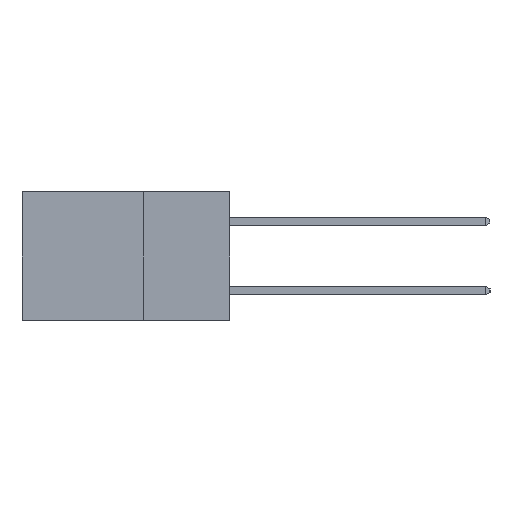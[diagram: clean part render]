
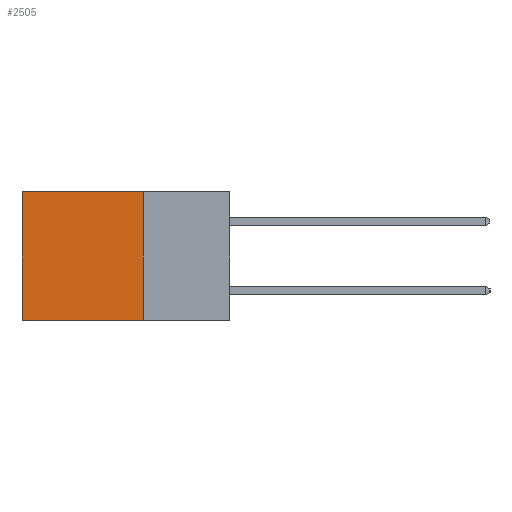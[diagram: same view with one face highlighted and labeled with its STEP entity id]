
A CAD part, left-side view. The second image highlights one B-rep face of the part: STEP entity #2505.
In plain terms, the highlighted planar face has unit normal (-1, 0, 0).
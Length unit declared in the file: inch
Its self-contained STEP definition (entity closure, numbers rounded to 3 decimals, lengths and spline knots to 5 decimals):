
#60 = CARTESIAN_POINT ( 'NONE',  ( 0.2615, 0.25, -0.37 ) ) ;
#329 = CARTESIAN_POINT ( 'NONE',  ( 0.2615, 0.25, -0.37 ) ) ;
#373 = DIRECTION ( 'NONE',  ( 0., 1., 0. ) ) ;
#524 = LINE ( 'NONE', #329, #5692 ) ;
#816 = CARTESIAN_POINT ( 'NONE',  ( 0.2615, 0.6, 0. ) ) ;
#1156 = DIRECTION ( 'NONE',  ( 0., 1., 0. ) ) ;
#1369 = CARTESIAN_POINT ( 'NONE',  ( 0.2615, 0.25, 0. ) ) ;
#1939 = AXIS2_PLACEMENT_3D ( 'NONE', #2608, #2516, #2476 ) ;
#2294 = ORIENTED_EDGE ( 'NONE', *, *, #8949, .T. ) ;
#2476 = DIRECTION ( 'NONE',  ( 0., 0., -1. ) ) ;
#2505 = ADVANCED_FACE ( 'NONE', ( #6930 ), #2712, .F. ) ;
#2516 = DIRECTION ( 'NONE',  ( 1., 0., 0. ) ) ;
#2608 = CARTESIAN_POINT ( 'NONE',  ( 0.2615, 0.25, -0.37 ) ) ;
#2712 = PLANE ( 'NONE',  #1939 ) ;
#3143 = VERTEX_POINT ( 'NONE', #5427 ) ;
#3920 = LINE ( 'NONE', #60, #8955 ) ;
#3986 = CARTESIAN_POINT ( 'NONE',  ( 0.2615, 0.6, -0.37 ) ) ;
#4878 = VERTEX_POINT ( 'NONE', #816 ) ;
#5145 = EDGE_CURVE ( 'NONE', #4878, #8687, #11252, .T. ) ;
#5427 = CARTESIAN_POINT ( 'NONE',  ( 0.2615, 0.25, -0.37 ) ) ;
#5466 = VECTOR ( 'NONE', #9076, 39.37008 ) ;
#5692 = VECTOR ( 'NONE', #373, 39.37008 ) ;
#5759 = CARTESIAN_POINT ( 'NONE',  ( 0.2615, 0.25, 0. ) ) ;
#5826 = ORIENTED_EDGE ( 'NONE', *, *, #5145, .T. ) ;
#6930 = FACE_OUTER_BOUND ( 'NONE', #9894, .T. ) ;
#8587 = VERTEX_POINT ( 'NONE', #5759 ) ;
#8687 = VERTEX_POINT ( 'NONE', #3986 ) ;
#8949 = EDGE_CURVE ( 'NONE', #8587, #4878, #11493, .T. ) ;
#8955 = VECTOR ( 'NONE', #11620, 39.37008 ) ;
#8968 = VECTOR ( 'NONE', #1156, 39.37008 ) ;
#9076 = DIRECTION ( 'NONE',  ( 0., 0., -1. ) ) ;
#9110 = CARTESIAN_POINT ( 'NONE',  ( 0.2615, 0.6, -0.37 ) ) ;
#9429 = EDGE_CURVE ( 'NONE', #8587, #3143, #3920, .T. ) ;
#9894 = EDGE_LOOP ( 'NONE', ( #5826, #12085, #10242, #2294 ) ) ;
#10242 = ORIENTED_EDGE ( 'NONE', *, *, #9429, .F. ) ;
#10388 = EDGE_CURVE ( 'NONE', #3143, #8687, #524, .T. ) ;
#11252 = LINE ( 'NONE', #9110, #5466 ) ;
#11493 = LINE ( 'NONE', #1369, #8968 ) ;
#11620 = DIRECTION ( 'NONE',  ( 0., 0., -1. ) ) ;
#12085 = ORIENTED_EDGE ( 'NONE', *, *, #10388, .F. ) ;
